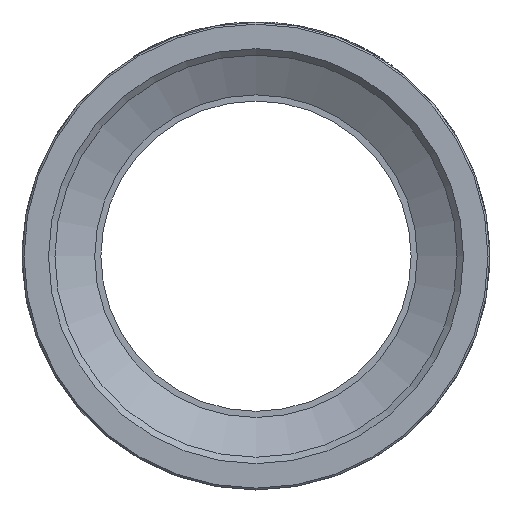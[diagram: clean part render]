
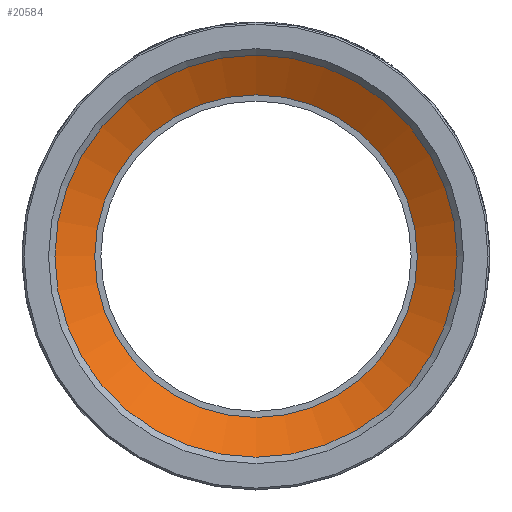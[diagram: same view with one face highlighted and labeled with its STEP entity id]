
A CAD part, front view. The second image highlights one B-rep face of the part: STEP entity #20584.
In plain terms, the highlighted conical face has half-angle 61.436 degrees and reference radius 50.571 mm.
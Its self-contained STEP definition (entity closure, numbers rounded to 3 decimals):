
#1183 = CIRCLE ( 'NONE', #7952, 44.142 ) ;
#2048 = CIRCLE ( 'NONE', #7977, 55.956 ) ;
#3159 = FACE_OUTER_BOUND ( 'NONE', #17634, .T. ) ;
#3162 = FACE_BOUND ( 'NONE', #17619, .T. ) ;
#3214 = CONICAL_SURFACE ( 'NONE', #7978, 50.571, 1.072 ) ;
#6692 = DIRECTION ( 'NONE',  ( 1., 0., 0. ) ) ;
#6693 = DIRECTION ( 'NONE',  ( 0., -1., 0. ) ) ;
#6694 = CARTESIAN_POINT ( 'NONE',  ( 0., 2., 0. ) ) ;
#7952 = AXIS2_PLACEMENT_3D ( 'NONE', #17258, #17257, #17256 ) ;
#7977 = AXIS2_PLACEMENT_3D ( 'NONE', #23318, #23124, #22682 ) ;
#7978 = AXIS2_PLACEMENT_3D ( 'NONE', #6694, #6693, #6692 ) ;
#9869 = EDGE_CURVE ( 'NONE', #20427, #20427, #1183, .T. ) ;
#9900 = EDGE_CURVE ( 'NONE', #20392, #20392, #2048, .T. ) ;
#10707 = CARTESIAN_POINT ( 'NONE',  ( -55.956, -0.932, 0. ) ) ;
#10719 = CARTESIAN_POINT ( 'NONE',  ( 44.142, 5.5, 0. ) ) ;
#17256 = DIRECTION ( 'NONE',  ( 1., 0., 0. ) ) ;
#17257 = DIRECTION ( 'NONE',  ( 0., -1., 0. ) ) ;
#17258 = CARTESIAN_POINT ( 'NONE',  ( 0., 5.5, 0. ) ) ;
#17619 = EDGE_LOOP ( 'NONE', ( #18601 ) ) ;
#17634 = EDGE_LOOP ( 'NONE', ( #18598 ) ) ;
#18598 = ORIENTED_EDGE ( 'NONE', *, *, #9900, .F. ) ;
#18601 = ORIENTED_EDGE ( 'NONE', *, *, #9869, .F. ) ;
#20392 = VERTEX_POINT ( 'NONE', #10707 ) ;
#20427 = VERTEX_POINT ( 'NONE', #10719 ) ;
#20584 = ADVANCED_FACE ( 'NONE', ( #3162, #3159 ), #3214, .F. ) ;
#22682 = DIRECTION ( 'NONE',  ( -1., 0., 0. ) ) ;
#23124 = DIRECTION ( 'NONE',  ( 0., 1., 0. ) ) ;
#23318 = CARTESIAN_POINT ( 'NONE',  ( 0., -0.932, 0. ) ) ;
